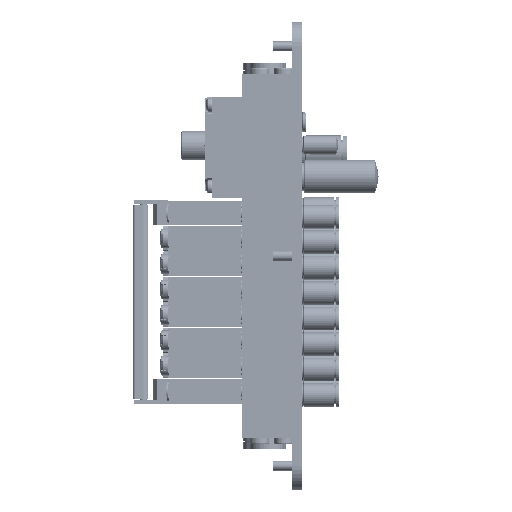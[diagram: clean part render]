
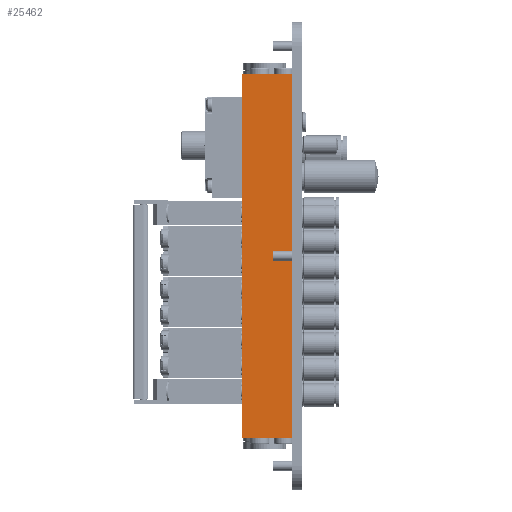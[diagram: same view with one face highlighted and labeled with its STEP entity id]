
A CAD part, left-side view. The second image highlights one B-rep face of the part: STEP entity #25462.
In plain terms, the highlighted face is planar.
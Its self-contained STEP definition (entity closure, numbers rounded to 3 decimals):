
#3833=FACE_OUTER_BOUND('',#5767,.T.);
#5767=EDGE_LOOP('',(#20013,#20014,#20015,#20016));
#7231=LINE('',#37479,#9325);
#7438=LINE('',#38011,#9532);
#8014=LINE('',#40516,#10108);
#8015=LINE('',#40517,#10109);
#9325=VECTOR('',#29698,10.);
#9532=VECTOR('',#30183,10.);
#10108=VECTOR('',#32623,10.);
#10109=VECTOR('',#32624,10.);
#11371=VERTEX_POINT('',#37472);
#11374=VERTEX_POINT('',#37477);
#11559=VERTEX_POINT('',#38008);
#11560=VERTEX_POINT('',#38010);
#13912=EDGE_CURVE('',#11374,#11371,#7231,.T.);
#14172=EDGE_CURVE('',#11560,#11559,#7438,.T.);
#15172=EDGE_CURVE('',#11559,#11371,#8014,.T.);
#15173=EDGE_CURVE('',#11374,#11560,#8015,.T.);
#20013=ORIENTED_EDGE('',*,*,#15172,.T.);
#20014=ORIENTED_EDGE('',*,*,#13912,.F.);
#20015=ORIENTED_EDGE('',*,*,#15173,.T.);
#20016=ORIENTED_EDGE('',*,*,#14172,.T.);
#24242=PLANE('',#27634);
#25462=ADVANCED_FACE('',(#3833),#24242,.T.);
#27634=AXIS2_PLACEMENT_3D('',#40515,#32621,#32622);
#29698=DIRECTION('',(0.,0.,1.));
#30183=DIRECTION('',(0.,0.,1.));
#32621=DIRECTION('center_axis',(1.,0.,0.));
#32622=DIRECTION('ref_axis',(0.,0.,-1.));
#32623=DIRECTION('',(0.,-1.,0.));
#32624=DIRECTION('',(0.,1.,0.));
#37472=CARTESIAN_POINT('',(91.5,-23.,150.));
#37477=CARTESIAN_POINT('',(91.5,-23.,0.));
#37479=CARTESIAN_POINT('',(91.5,-23.,0.));
#38008=CARTESIAN_POINT('',(91.5,0.,150.));
#38010=CARTESIAN_POINT('',(91.5,0.,0.));
#38011=CARTESIAN_POINT('',(91.5,0.,0.));
#40515=CARTESIAN_POINT('Origin',(91.5,0.,0.));
#40516=CARTESIAN_POINT('',(91.5,-23.,150.));
#40517=CARTESIAN_POINT('',(91.5,-23.,0.));
